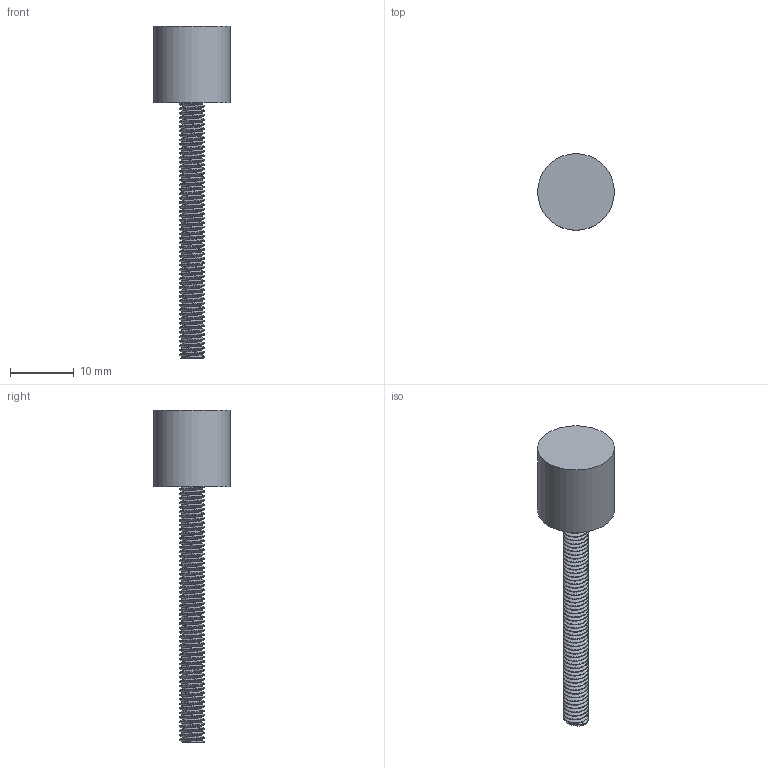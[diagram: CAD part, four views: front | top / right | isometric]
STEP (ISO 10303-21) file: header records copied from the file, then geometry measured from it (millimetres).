
FILE_DESCRIPTION(/* description */ (''),/* implementation_level */ '2;1');
FILE_NAME(/* name */ 'limit switch adjusting screw.stp',/* time_stamp */ '2020-11-19T20:24:42+03:00',/* author */ ('Max'),/* organization */ (''),/* preprocessor_version */ 'ST-DEVELOPER v16.5',/* originating_system */ 'Autodesk Inventor 2017',/* authorisation */ '');
FILE_SCHEMA (('AUTOMOTIVE_DESIGN { 1 0 10303 214 3 1 1 }'));
Length unit declared in the file: millimetre
Products named in the file (1): регулировочный  \X2\0432
  концевика
Bounding box: 12 x 12 x 52 mm (x, y, z)
Volume: 1747.5 mm3; surface area: 2239.6 mm2
Topology: 2 solids, 2 shells, 15 faces, 30 edges, 20 vertices
Faces by surface type: bspline 6, plane 5, cylinder 4
Full cylindrical faces by diameter (mm): 2.962 x2, 12 x1
Entity records: 16377 total; most frequent: CARTESIAN_POINT 16082, ORIENTED_EDGE 54, DIRECTION 36, EDGE_CURVE 27, EDGE_LOOP 21, VERTEX_POINT 20, B_SPLINE_CURVE_WITH_KNOTS 19, AXIS2_PLACEMENT_3D 18
